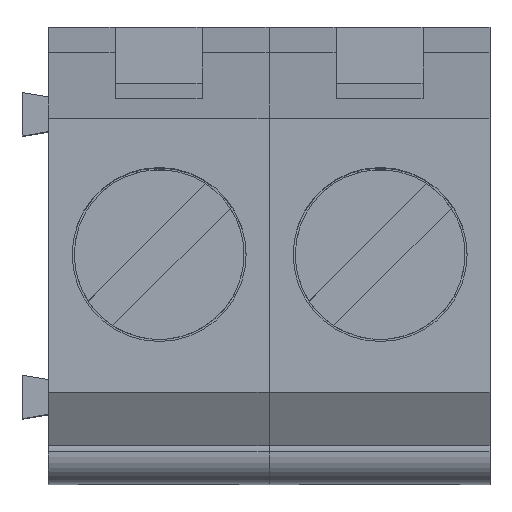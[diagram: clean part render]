
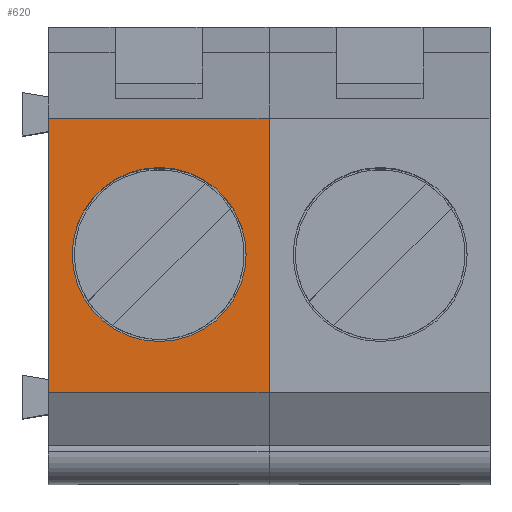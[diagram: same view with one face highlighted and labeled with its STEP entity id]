
A CAD part, top view. The second image highlights one B-rep face of the part: STEP entity #620.
In plain terms, the highlighted planar face has unit normal (0, 0, 1).
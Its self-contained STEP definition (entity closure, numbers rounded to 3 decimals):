
#4 = EDGE_LOOP ( 'NONE', ( #661, #5131 ) ) ;
#78 = CIRCLE ( 'NONE', #4368, 2. ) ;
#176 = DIRECTION ( 'NONE',  ( 0., 1., 0. ) ) ;
#252 = LINE ( 'NONE', #1369, #3674 ) ;
#288 = VERTEX_POINT ( 'NONE', #2582 ) ;
#308 = ORIENTED_EDGE ( 'NONE', *, *, #6465, .T. ) ;
#487 = CARTESIAN_POINT ( 'NONE',  ( -78.836, 15.835, 39.851 ) ) ;
#620 = ADVANCED_FACE ( 'NONE', ( #1466, #1531 ), #3090, .T. ) ;
#661 = ORIENTED_EDGE ( 'NONE', *, *, #5958, .F. ) ;
#793 = DIRECTION ( 'NONE',  ( 0., 1., 0. ) ) ;
#821 = DIRECTION ( 'NONE',  ( -1., 0., 0. ) ) ;
#868 = DIRECTION ( 'NONE',  ( 1., 0., 0. ) ) ;
#1230 = EDGE_CURVE ( 'NONE', #3932, #5615, #2914, .T. ) ;
#1283 = EDGE_CURVE ( 'NONE', #2753, #3932, #252, .T. ) ;
#1369 = CARTESIAN_POINT ( 'NONE',  ( -78.836, 15.835, 39.851 ) ) ;
#1466 = FACE_BOUND ( 'NONE', #4, .T. ) ;
#1531 = FACE_OUTER_BOUND ( 'NONE', #6182, .T. ) ;
#1608 = VERTEX_POINT ( 'NONE', #3759 ) ;
#1670 = AXIS2_PLACEMENT_3D ( 'NONE', #2021, #4052, #6054 ) ;
#1952 = LINE ( 'NONE', #4999, #5122 ) ;
#2021 = CARTESIAN_POINT ( 'NONE',  ( -81.362, 18.999, 39.851 ) ) ;
#2127 = VERTEX_POINT ( 'NONE', #3710 ) ;
#2135 = ORIENTED_EDGE ( 'NONE', *, *, #1230, .F. ) ;
#2168 = CARTESIAN_POINT ( 'NONE',  ( -78.836, 15.835, 39.851 ) ) ;
#2338 = DIRECTION ( 'NONE',  ( -1., 0., 0. ) ) ;
#2397 = CARTESIAN_POINT ( 'NONE',  ( -81.362, 18.999, 39.851 ) ) ;
#2407 = CARTESIAN_POINT ( 'NONE',  ( -83.916, 22.135, 39.851 ) ) ;
#2582 = CARTESIAN_POINT ( 'NONE',  ( -83.362, 18.999, 39.851 ) ) ;
#2753 = VERTEX_POINT ( 'NONE', #2168 ) ;
#2914 = LINE ( 'NONE', #3324, #3141 ) ;
#2942 = CARTESIAN_POINT ( 'NONE',  ( -83.916, 15.835, 39.851 ) ) ;
#3090 = PLANE ( 'NONE',  #5068 ) ;
#3141 = VECTOR ( 'NONE', #793, 1000. ) ;
#3190 = LINE ( 'NONE', #5871, #4344 ) ;
#3317 = ORIENTED_EDGE ( 'NONE', *, *, #6421, .T. ) ;
#3324 = CARTESIAN_POINT ( 'NONE',  ( -83.916, 15.835, 39.851 ) ) ;
#3512 = DIRECTION ( 'NONE',  ( 0., 0., 1. ) ) ;
#3674 = VECTOR ( 'NONE', #821, 1000. ) ;
#3710 = CARTESIAN_POINT ( 'NONE',  ( -78.836, 22.135, 39.851 ) ) ;
#3759 = CARTESIAN_POINT ( 'NONE',  ( -79.362, 18.999, 39.851 ) ) ;
#3932 = VERTEX_POINT ( 'NONE', #2942 ) ;
#4052 = DIRECTION ( 'NONE',  ( 0., 0., 1. ) ) ;
#4344 = VECTOR ( 'NONE', #176, 1000. ) ;
#4368 = AXIS2_PLACEMENT_3D ( 'NONE', #2397, #3512, #868 ) ;
#4446 = CIRCLE ( 'NONE', #1670, 2. ) ;
#4614 = ORIENTED_EDGE ( 'NONE', *, *, #1283, .F. ) ;
#4701 = EDGE_CURVE ( 'NONE', #288, #1608, #78, .T. ) ;
#4999 = CARTESIAN_POINT ( 'NONE',  ( -78.836, 22.135, 39.851 ) ) ;
#5068 = AXIS2_PLACEMENT_3D ( 'NONE', #487, #6663, #5659 ) ;
#5122 = VECTOR ( 'NONE', #2338, 1000. ) ;
#5131 = ORIENTED_EDGE ( 'NONE', *, *, #4701, .F. ) ;
#5615 = VERTEX_POINT ( 'NONE', #2407 ) ;
#5659 = DIRECTION ( 'NONE',  ( 1., 0., 0. ) ) ;
#5871 = CARTESIAN_POINT ( 'NONE',  ( -78.836, 15.835, 39.851 ) ) ;
#5958 = EDGE_CURVE ( 'NONE', #1608, #288, #4446, .T. ) ;
#6054 = DIRECTION ( 'NONE',  ( 1., 0., 0. ) ) ;
#6182 = EDGE_LOOP ( 'NONE', ( #2135, #4614, #3317, #308 ) ) ;
#6421 = EDGE_CURVE ( 'NONE', #2753, #2127, #3190, .T. ) ;
#6465 = EDGE_CURVE ( 'NONE', #2127, #5615, #1952, .T. ) ;
#6663 = DIRECTION ( 'NONE',  ( 0., 0., 1. ) ) ;
